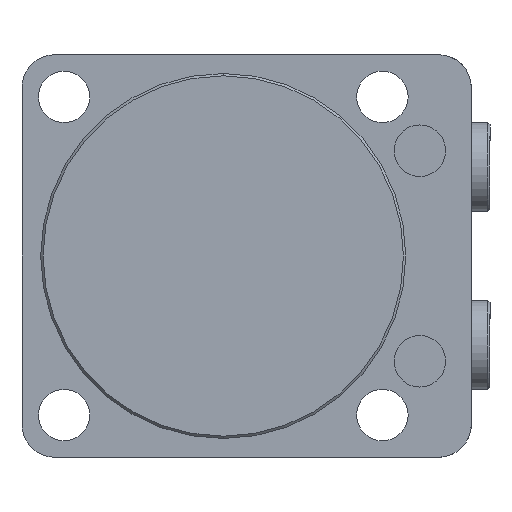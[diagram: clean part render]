
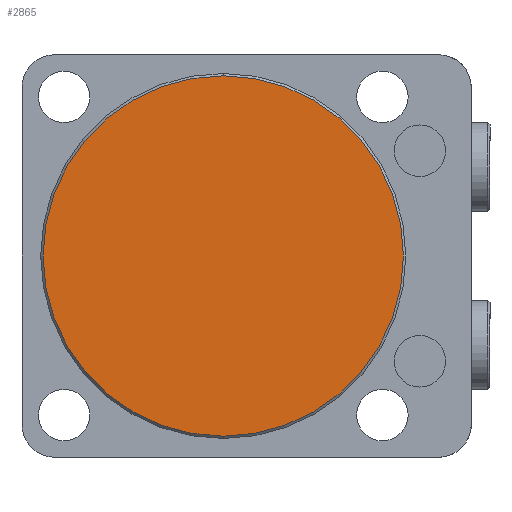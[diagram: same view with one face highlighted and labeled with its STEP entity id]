
A CAD part, front view. The second image highlights one B-rep face of the part: STEP entity #2865.
In plain terms, the highlighted planar face has unit normal (0, -1, 0).
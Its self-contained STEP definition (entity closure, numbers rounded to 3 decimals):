
#43 = DIRECTION ( 'NONE',  ( 0., 0., 1. ) ) ;
#44 = DIRECTION ( 'NONE',  ( 0., -1., 0. ) ) ;
#45 = CARTESIAN_POINT ( 'NONE',  ( 0., 0., 0. ) ) ;
#264 = AXIS2_PLACEMENT_3D ( 'NONE', #45, #44, #43 ) ;
#578 = FACE_OUTER_BOUND ( 'NONE', #2314, .T. ) ;
#1701 = ORIENTED_EDGE ( 'NONE', *, *, #3970, .T. ) ;
#1707 = ORIENTED_EDGE ( 'NONE', *, *, #3908, .T. ) ;
#2144 = VERTEX_POINT ( 'NONE', #3567 ) ;
#2173 = VERTEX_POINT ( 'NONE', #3578 ) ;
#2314 = EDGE_LOOP ( 'NONE', ( #1707, #1701 ) ) ;
#2347 = AXIS2_PLACEMENT_3D ( 'NONE', #2558, #2551, #2553 ) ;
#2551 = DIRECTION ( 'NONE',  ( 0., -1., 0. ) ) ;
#2553 = DIRECTION ( 'NONE',  ( 0., 0., 1. ) ) ;
#2558 = CARTESIAN_POINT ( 'NONE',  ( 0., 0., 0. ) ) ;
#2865 = ADVANCED_FACE ( 'NONE', ( #578 ), #3875, .F. ) ;
#3110 = CIRCLE ( 'NONE', #264, 38.5 ) ;
#3268 = CIRCLE ( 'NONE', #2347, 38.5 ) ;
#3313 = AXIS2_PLACEMENT_3D ( 'NONE', #3882, #3863, #3861 ) ;
#3567 = CARTESIAN_POINT ( 'NONE',  ( 0., 0., -38.5 ) ) ;
#3578 = CARTESIAN_POINT ( 'NONE',  ( 0., 0., 38.5 ) ) ;
#3861 = DIRECTION ( 'NONE',  ( 0., 0., 1. ) ) ;
#3863 = DIRECTION ( 'NONE',  ( 0., 1., 0. ) ) ;
#3875 = PLANE ( 'NONE',  #3313 ) ;
#3882 = CARTESIAN_POINT ( 'NONE',  ( 0., 0., 0. ) ) ;
#3908 = EDGE_CURVE ( 'NONE', #2173, #2144, #3268, .T. ) ;
#3970 = EDGE_CURVE ( 'NONE', #2144, #2173, #3110, .T. ) ;
